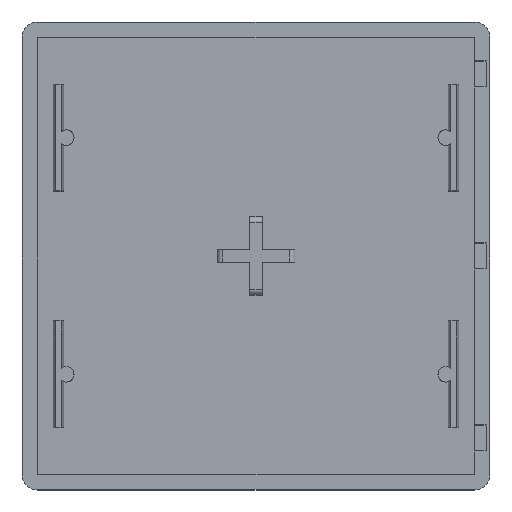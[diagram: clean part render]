
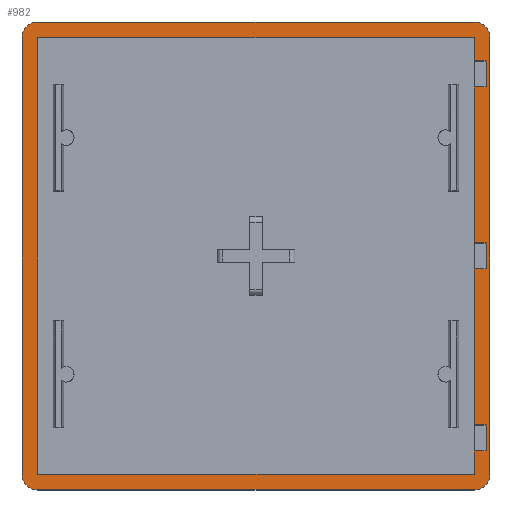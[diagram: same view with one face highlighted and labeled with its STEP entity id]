
A CAD part, top view. The second image highlights one B-rep face of the part: STEP entity #982.
In plain terms, the highlighted planar face has unit normal (0, 0, 1).
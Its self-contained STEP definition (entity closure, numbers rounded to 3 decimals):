
#660=CARTESIAN_POINT('',(42.,45.0,4.0));
#661=VERTEX_POINT('',#660);
#662=CARTESIAN_POINT('',(45.0,42.,4.0));
#663=VERTEX_POINT('',#662);
#664=CARTESIAN_POINT('',(42.,42.,4.0));
#665=DIRECTION('',(0.0,0.0,-1.0));
#666=DIRECTION('',(0.707,0.707,0.0));
#667=AXIS2_PLACEMENT_3D('',#664,#665,#666);
#668=CIRCLE('',#667,3.);
#669=EDGE_CURVE('',#661,#663,#668,.T.);
#692=CARTESIAN_POINT('',(45.0,-42.,4.0));
#693=VERTEX_POINT('',#692);
#694=CARTESIAN_POINT('',(42.,-45.0,4.0));
#695=VERTEX_POINT('',#694);
#696=CARTESIAN_POINT('',(42.,-42.,4.0));
#697=DIRECTION('',(0.0,0.0,-1.0));
#698=DIRECTION('',(0.707,-0.707,0.0));
#699=AXIS2_PLACEMENT_3D('',#696,#697,#698);
#700=CIRCLE('',#699,3.);
#701=EDGE_CURVE('',#693,#695,#700,.T.);
#746=CARTESIAN_POINT('',(-45.0,42.,4.0));
#747=VERTEX_POINT('',#746);
#748=CARTESIAN_POINT('',(-42.,45.0,4.0));
#749=VERTEX_POINT('',#748);
#750=CARTESIAN_POINT('',(-42.,42.,4.0));
#751=DIRECTION('',(0.0,0.0,-1.0));
#752=DIRECTION('',(-0.707,0.707,0.0));
#753=AXIS2_PLACEMENT_3D('',#750,#751,#752);
#754=CIRCLE('',#753,3.);
#755=EDGE_CURVE('',#747,#749,#754,.T.);
#778=CARTESIAN_POINT('',(-42.,-45.0,4.0));
#779=VERTEX_POINT('',#778);
#780=CARTESIAN_POINT('',(-45.0,-42.,4.0));
#781=VERTEX_POINT('',#780);
#782=CARTESIAN_POINT('',(-42.,-42.,4.0));
#783=DIRECTION('',(0.0,0.0,-1.0));
#784=DIRECTION('',(-0.707,-0.707,0.0));
#785=AXIS2_PLACEMENT_3D('',#782,#783,#784);
#786=CIRCLE('',#785,3.);
#787=EDGE_CURVE('',#779,#781,#786,.T.);
#813=CARTESIAN_POINT('',(42.,45.0,4.0));
#814=DIRECTION('',(-1.0,0.0,0.0));
#815=VECTOR('',#814,84.0);
#816=LINE('',#813,#815);
#817=EDGE_CURVE('',#661,#749,#816,.T.);
#822=CARTESIAN_POINT('',(0.0,0.0,4.0));
#823=DIRECTION('',(0.0,0.0,1.0));
#824=DIRECTION('',(1.0,0.0,0.0));
#825=AXIS2_PLACEMENT_3D('',#822,#823,#824);
#826=PLANE('',#825);
#827=ORIENTED_EDGE('',*,*,#669,.F.);
#828=ORIENTED_EDGE('',*,*,#817,.T.);
#829=ORIENTED_EDGE('',*,*,#755,.F.);
#830=CARTESIAN_POINT('',(-45.0,42.,4.0));
#831=DIRECTION('',(0.0,-1.0,0.0));
#832=VECTOR('',#831,84.0);
#833=LINE('',#830,#832);
#834=EDGE_CURVE('',#747,#781,#833,.T.);
#835=ORIENTED_EDGE('',*,*,#834,.T.);
#836=ORIENTED_EDGE('',*,*,#787,.F.);
#837=CARTESIAN_POINT('',(-42.,-45.0,4.0));
#838=DIRECTION('',(1.0,0.0,0.0));
#839=VECTOR('',#838,84.0);
#840=LINE('',#837,#839);
#841=EDGE_CURVE('',#779,#695,#840,.T.);
#842=ORIENTED_EDGE('',*,*,#841,.T.);
#843=ORIENTED_EDGE('',*,*,#701,.F.);
#844=CARTESIAN_POINT('',(45.0,-42.,4.0));
#845=DIRECTION('',(0.0,1.0,0.0));
#846=VECTOR('',#845,84.0);
#847=LINE('',#844,#846);
#848=EDGE_CURVE('',#693,#663,#847,.T.);
#849=ORIENTED_EDGE('',*,*,#848,.T.);
#850=EDGE_LOOP('',(#827,#828,#829,#835,#836,#842,#843,#849));
#851=FACE_OUTER_BOUND('',#850,.T.);
#852=CARTESIAN_POINT('',(44.25,-2.5,4.0));
#853=VERTEX_POINT('',#852);
#854=CARTESIAN_POINT('',(42.,-2.5,4.0));
#855=VERTEX_POINT('',#854);
#856=CARTESIAN_POINT('',(44.25,-2.5,4.0));
#857=DIRECTION('',(-1.0,0.0,0.0));
#858=VECTOR('',#857,2.25);
#859=LINE('',#856,#858);
#860=EDGE_CURVE('',#853,#855,#859,.T.);
#861=ORIENTED_EDGE('',*,*,#860,.T.);
#862=CARTESIAN_POINT('',(42.,-32.5,4.0));
#863=VERTEX_POINT('',#862);
#864=CARTESIAN_POINT('',(42.0,-2.5,4.0));
#865=DIRECTION('',(0.0,-1.0,0.0));
#866=VECTOR('',#865,30.0);
#867=LINE('',#864,#866);
#868=EDGE_CURVE('',#855,#863,#867,.T.);
#869=ORIENTED_EDGE('',*,*,#868,.T.);
#870=CARTESIAN_POINT('',(44.25,-32.5,4.0));
#871=VERTEX_POINT('',#870);
#872=CARTESIAN_POINT('',(42.,-32.5,4.0));
#873=DIRECTION('',(1.0,0.0,0.0));
#874=VECTOR('',#873,2.25);
#875=LINE('',#872,#874);
#876=EDGE_CURVE('',#863,#871,#875,.T.);
#877=ORIENTED_EDGE('',*,*,#876,.T.);
#878=CARTESIAN_POINT('',(44.25,-37.5,4.0));
#879=VERTEX_POINT('',#878);
#880=CARTESIAN_POINT('',(44.25,-32.5,4.0));
#881=DIRECTION('',(0.0,-1.0,0.0));
#882=VECTOR('',#881,5.0);
#883=LINE('',#880,#882);
#884=EDGE_CURVE('',#871,#879,#883,.T.);
#885=ORIENTED_EDGE('',*,*,#884,.T.);
#886=CARTESIAN_POINT('',(42.,-37.5,4.0));
#887=VERTEX_POINT('',#886);
#888=CARTESIAN_POINT('',(44.25,-37.5,4.0));
#889=DIRECTION('',(-1.0,0.0,0.0));
#890=VECTOR('',#889,2.25);
#891=LINE('',#888,#890);
#892=EDGE_CURVE('',#879,#887,#891,.T.);
#893=ORIENTED_EDGE('',*,*,#892,.T.);
#894=CARTESIAN_POINT('',(42.,-42.0,4.0));
#895=VERTEX_POINT('',#894);
#896=CARTESIAN_POINT('',(42.,-37.5,4.0));
#897=DIRECTION('',(0.0,-1.0,0.0));
#898=VECTOR('',#897,4.5);
#899=LINE('',#896,#898);
#900=EDGE_CURVE('',#887,#895,#899,.T.);
#901=ORIENTED_EDGE('',*,*,#900,.T.);
#902=CARTESIAN_POINT('',(-42.0,-42.0,4.0));
#903=VERTEX_POINT('',#902);
#904=CARTESIAN_POINT('',(42.,-42.0,4.0));
#905=DIRECTION('',(-1.0,0.0,0.0));
#906=VECTOR('',#905,84.);
#907=LINE('',#904,#906);
#908=EDGE_CURVE('',#895,#903,#907,.T.);
#909=ORIENTED_EDGE('',*,*,#908,.T.);
#910=CARTESIAN_POINT('',(-42.0,42.0,4.0));
#911=VERTEX_POINT('',#910);
#912=CARTESIAN_POINT('',(-42.0,-42.0,4.0));
#913=DIRECTION('',(0.0,1.0,0.0));
#914=VECTOR('',#913,84.0);
#915=LINE('',#912,#914);
#916=EDGE_CURVE('',#903,#911,#915,.T.);
#917=ORIENTED_EDGE('',*,*,#916,.T.);
#918=CARTESIAN_POINT('',(42.0,42.,4.0));
#919=VERTEX_POINT('',#918);
#920=CARTESIAN_POINT('',(-42.0,42.,4.0));
#921=DIRECTION('',(1.0,0.0,0.0));
#922=VECTOR('',#921,84.0);
#923=LINE('',#920,#922);
#924=EDGE_CURVE('',#911,#919,#923,.T.);
#925=ORIENTED_EDGE('',*,*,#924,.T.);
#926=CARTESIAN_POINT('',(42.0,37.5,4.0));
#927=VERTEX_POINT('',#926);
#928=CARTESIAN_POINT('',(42.0,42.,4.0));
#929=DIRECTION('',(0.0,-1.0,0.0));
#930=VECTOR('',#929,4.5);
#931=LINE('',#928,#930);
#932=EDGE_CURVE('',#919,#927,#931,.T.);
#933=ORIENTED_EDGE('',*,*,#932,.T.);
#934=CARTESIAN_POINT('',(44.25,37.5,4.0));
#935=VERTEX_POINT('',#934);
#936=CARTESIAN_POINT('',(42.0,37.5,4.0));
#937=DIRECTION('',(1.0,0.0,0.0));
#938=VECTOR('',#937,2.25);
#939=LINE('',#936,#938);
#940=EDGE_CURVE('',#927,#935,#939,.T.);
#941=ORIENTED_EDGE('',*,*,#940,.T.);
#942=CARTESIAN_POINT('',(44.25,32.5,4.0));
#943=VERTEX_POINT('',#942);
#944=CARTESIAN_POINT('',(44.25,37.5,4.0));
#945=DIRECTION('',(0.0,-1.0,0.0));
#946=VECTOR('',#945,5.0);
#947=LINE('',#944,#946);
#948=EDGE_CURVE('',#935,#943,#947,.T.);
#949=ORIENTED_EDGE('',*,*,#948,.T.);
#950=CARTESIAN_POINT('',(42.0,32.5,4.0));
#951=VERTEX_POINT('',#950);
#952=CARTESIAN_POINT('',(44.25,32.5,4.0));
#953=DIRECTION('',(-1.0,0.0,0.0));
#954=VECTOR('',#953,2.25);
#955=LINE('',#952,#954);
#956=EDGE_CURVE('',#943,#951,#955,.T.);
#957=ORIENTED_EDGE('',*,*,#956,.T.);
#958=CARTESIAN_POINT('',(42.,2.5,4.0));
#959=VERTEX_POINT('',#958);
#960=CARTESIAN_POINT('',(42.0,32.5,4.0));
#961=DIRECTION('',(0.0,-1.0,0.0));
#962=VECTOR('',#961,30.0);
#963=LINE('',#960,#962);
#964=EDGE_CURVE('',#951,#959,#963,.T.);
#965=ORIENTED_EDGE('',*,*,#964,.T.);
#966=CARTESIAN_POINT('',(44.25,2.5,4.0));
#967=VERTEX_POINT('',#966);
#968=CARTESIAN_POINT('',(42.,2.5,4.0));
#969=DIRECTION('',(1.0,0.0,0.0));
#970=VECTOR('',#969,2.25);
#971=LINE('',#968,#970);
#972=EDGE_CURVE('',#959,#967,#971,.T.);
#973=ORIENTED_EDGE('',*,*,#972,.T.);
#974=CARTESIAN_POINT('',(44.25,2.5,4.0));
#975=DIRECTION('',(0.0,-1.0,0.0));
#976=VECTOR('',#975,5.0);
#977=LINE('',#974,#976);
#978=EDGE_CURVE('',#967,#853,#977,.T.);
#979=ORIENTED_EDGE('',*,*,#978,.T.);
#980=EDGE_LOOP('',(#861,#869,#877,#885,#893,#901,#909,#917,#925,#933,#941,#949,#957,#965,#973,#979));
#981=FACE_BOUND('',#980,.T.);
#982=ADVANCED_FACE('',(#851,#981),#826,.T.);
